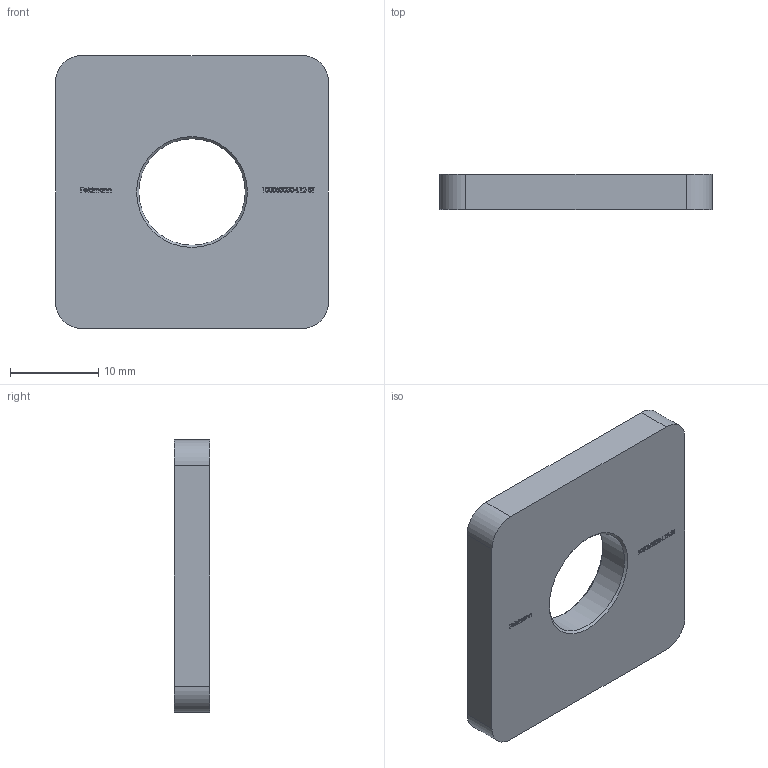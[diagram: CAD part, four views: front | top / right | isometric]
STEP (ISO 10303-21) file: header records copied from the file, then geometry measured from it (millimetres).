
FILE_DESCRIPTION (( 'STEP AP203' ), '1' );
FILE_NAME ('100053030-L12-ST.step', '2021-07-26T07:58:35', ( '' ), ( '' ), 'SwSTEP 2.0', 'SolidWorks 2018', '' );
FILE_SCHEMA (( 'CONFIG_CONTROL_DESIGN' ));
Length unit declared in the file: millimetre
Products named in the file (2): 100053030-L12-ST
Bounding box: 31 x 4 x 31 mm (x, y, z)
Volume: 3350.6 mm3; surface area: 2298.2 mm2
Topology: 1 solids, 1 shells, 303 faces, 805 edges, 536 vertices
Faces by surface type: bspline 150, plane 146, cylinder 5, cone 2
Full cylindrical faces by diameter (mm): 12.1 x1
Entity records: 18123 total; most frequent: CARTESIAN_POINT 11457, ORIENTED_EDGE 1604, DIRECTION 824, EDGE_CURVE 802, VERTEX_POINT 536, LINE 490, VECTOR 490, EDGE_LOOP 340
